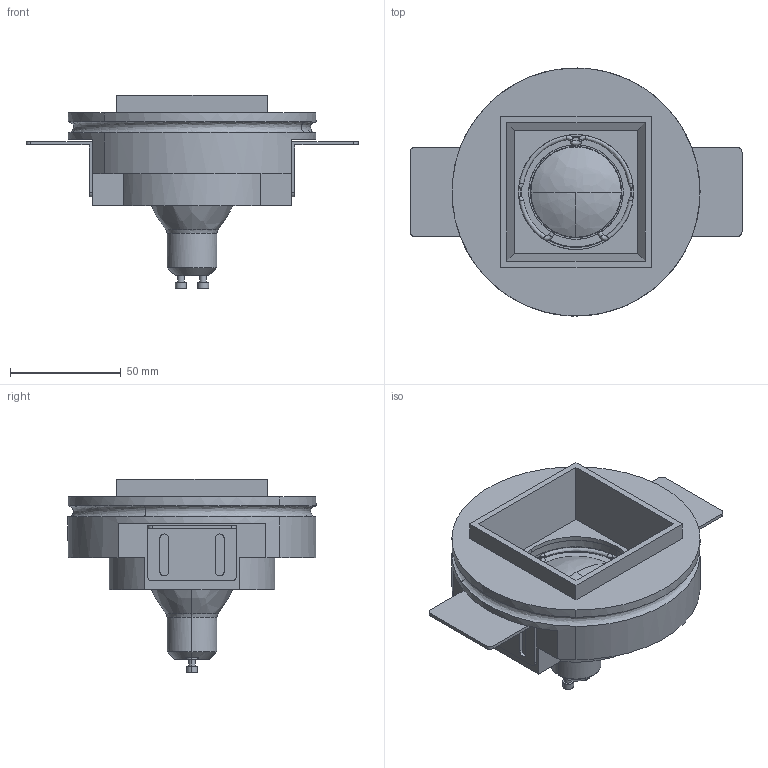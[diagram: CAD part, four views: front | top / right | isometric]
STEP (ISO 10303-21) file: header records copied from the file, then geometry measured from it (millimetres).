
FILE_DESCRIPTION(/* description */ (''),/* implementation_level */ '2;1');
FILE_NAME(/* name */ 'T414_Elis_Sporgente',/* time_stamp */ '2023-09-19T17:44:37+02:00',/* author */ (''),/* organization */ (''),/* preprocessor_version */ 'ST-DEVELOPER v16.5',/* originating_system */ 'Rhino 7.20',/* authorisation */ '');
FILE_SCHEMA (('CONFIG_CONTROL_DESIGN'));
Length unit declared in the file: millimetre
Products named in the file (1): Document
Bounding box: 150 x 112.09 x 87.5 mm (x, y, z)
Volume: 247772.6 mm3; surface area: 82927.9 mm2
Topology: 9 solids, 9 shells, 246 faces, 564 edges, 340 vertices
Faces by surface type: plane 85, cylinder 84, bspline 77
Entity records: 9473 total; most frequent: CARTESIAN_POINT 5858, ORIENTED_EDGE 1106, EDGE_CURVE 553, VERTEX_POINT 339, EDGE_LOOP 272, ADVANCED_FACE 246, FACE_OUTER_BOUND 246, B_SPLINE_CURVE_WITH_KNOTS 211
